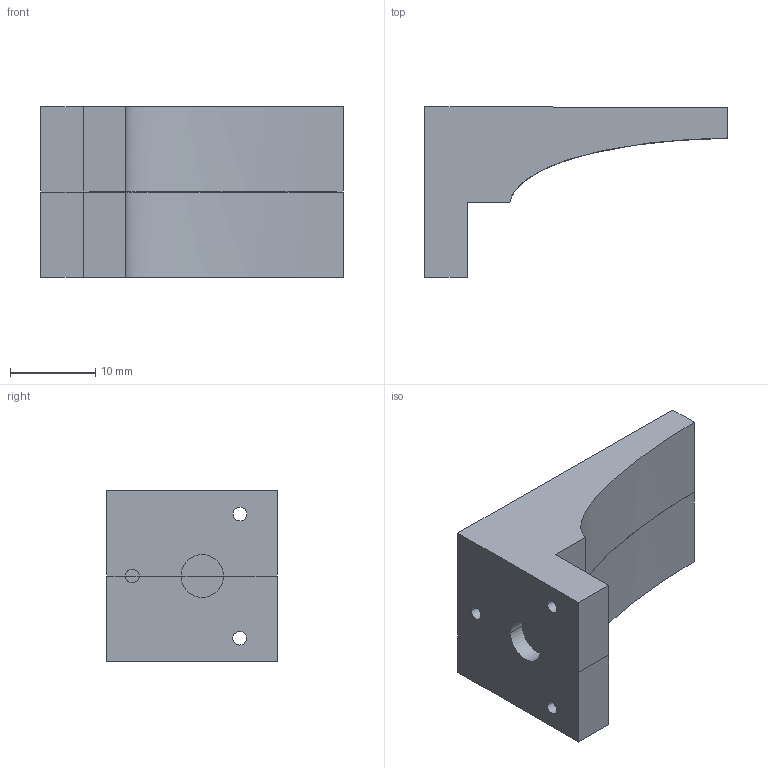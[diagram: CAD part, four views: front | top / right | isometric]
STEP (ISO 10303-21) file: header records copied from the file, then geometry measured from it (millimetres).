
FILE_DESCRIPTION (( 'STEP AP214' ), '1' );
FILE_NAME ('33000_motor_mount_assembly.STEP', '2017-05-08T18:37:22', ( '' ), ( '' ), 'SwSTEP 2.0', 'SolidWorks 2016', '' );
FILE_SCHEMA (( 'AUTOMOTIVE_DESIGN' ));
Length unit declared in the file: millimetre
Products named in the file (3): Cut-Extrude2[2]; Cut-Extrude2[1]; 33000_motor_mount_assembly
Assembly tree (2 placements, depth 2):
  33000_motor_mount_assembly
    Cut-Extrude2[1]
    Cut-Extrude2[2]
Bounding box: 35.49 x 20 x 20 mm (x, y, z)
Volume: 5742.8 mm3; surface area: 3343.8 mm2
Topology: 2 solids, 2 shells, 32 faces, 84 edges, 56 vertices
Faces by surface type: plane 22, cylinder 8, bspline 2
Entity records: 1336 total; most frequent: CARTESIAN_POINT 425, ORIENTED_EDGE 168, DIRECTION 166, EDGE_CURVE 84, VECTOR 64, LINE 64, VERTEX_POINT 56, AXIS2_PLACEMENT_3D 51
